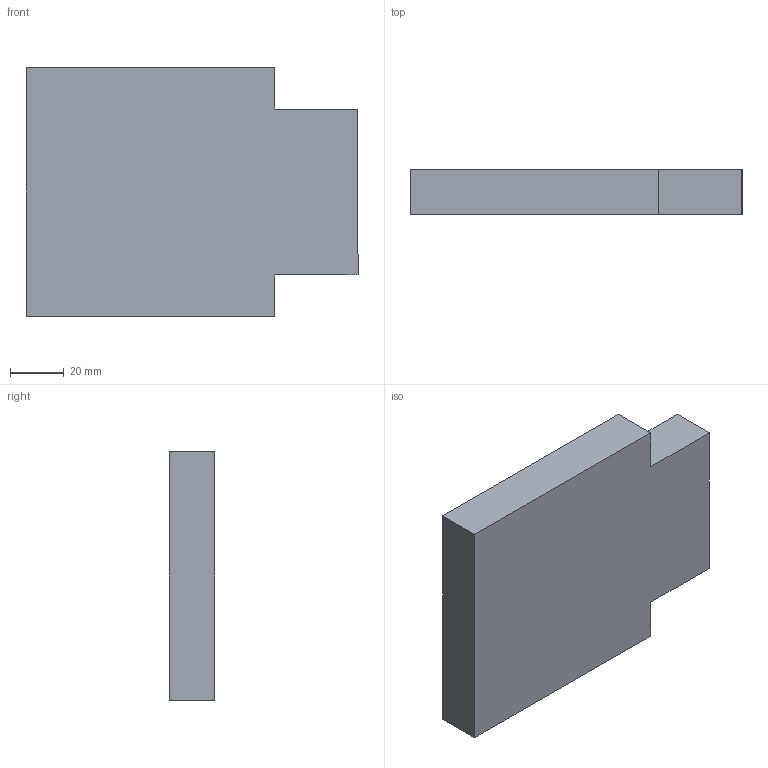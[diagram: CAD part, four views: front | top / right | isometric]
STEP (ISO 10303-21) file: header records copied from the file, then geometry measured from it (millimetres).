
FILE_DESCRIPTION(/* description */ (''),/* implementation_level */ '2;1');
FILE_NAME(/* name */ '',/* time_stamp */ '2026-01-06T23:58:14+03:00',/* author */ ('User'),/* organization */ (''),/* preprocessor_version */ 'ST-DEVELOPER v20',/* originating_system */ 'Autodesk Inventor 2024',/* authorisation */ '');
FILE_SCHEMA (('AUTOMOTIVE_DESIGN { 1 0 10303 214 3 1 1 }'));
Length unit declared in the file: millimetre
Products named in the file (1): новая коробка
Bounding box: 124 x 17 x 93 mm (x, y, z)
Volume: 75718.8 mm3; surface area: 45613 mm2
Topology: 1 solids, 1 shells, 87 faces, 277 edges, 306 vertices
Faces by surface type: plane 76, cylinder 11
Full cylindrical faces by diameter (mm): 10 x11
Entity records: 2742 total; most frequent: CARTESIAN_POINT 583, DIRECTION 387, ORIENTED_EDGE 378, EDGE_CURVE 189, LINE 167, VECTOR 167, VERTEX_POINT 126, AXIS2_PLACEMENT_3D 110
